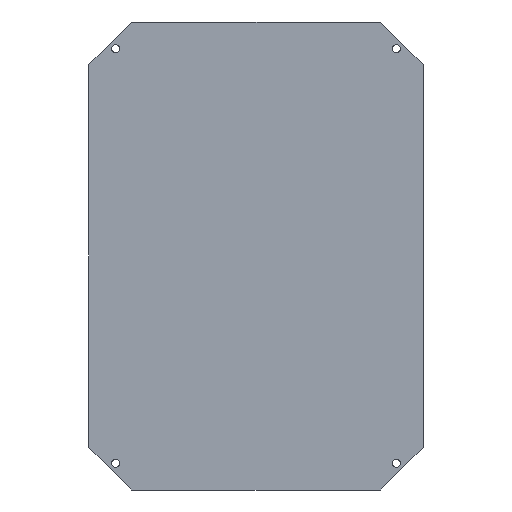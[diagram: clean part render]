
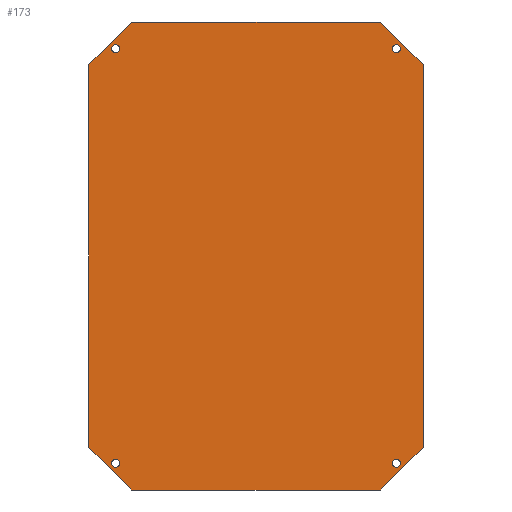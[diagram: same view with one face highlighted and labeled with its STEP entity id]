
A CAD part, front view. The second image highlights one B-rep face of the part: STEP entity #173.
In plain terms, the highlighted planar face has unit normal (0, -1, 0).
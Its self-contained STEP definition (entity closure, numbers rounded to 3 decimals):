
#1 = ORIENTED_EDGE ( 'NONE', *, *, #424, .F. ) ;
#8 = ORIENTED_EDGE ( 'NONE', *, *, #536, .T. ) ;
#13 = DIRECTION ( 'NONE',  ( 0., 0., 1. ) ) ;
#14 = AXIS2_PLACEMENT_3D ( 'NONE', #332, #351, #353 ) ;
#17 = EDGE_CURVE ( 'NONE', #623, #465, #158, .T. ) ;
#27 = ORIENTED_EDGE ( 'NONE', *, *, #17, .F. ) ;
#31 = CARTESIAN_POINT ( 'NONE',  ( -105., 0., -152. ) ) ;
#34 = ORIENTED_EDGE ( 'NONE', *, *, #568, .T. ) ;
#45 = FACE_OUTER_BOUND ( 'NONE', #366, .T. ) ;
#46 = ORIENTED_EDGE ( 'NONE', *, *, #488, .T. ) ;
#51 = LINE ( 'NONE', #56, #70 ) ;
#56 = CARTESIAN_POINT ( 'NONE',  ( -125., 0., -143. ) ) ;
#58 = VERTEX_POINT ( 'NONE', #198 ) ;
#64 = FACE_BOUND ( 'NONE', #437, .T. ) ;
#65 = EDGE_CURVE ( 'NONE', #419, #471, #347, .T. ) ;
#68 = DIRECTION ( 'NONE',  ( 0.707, 0., -0.707 ) ) ;
#70 = VECTOR ( 'NONE', #68, 1000. ) ;
#80 = CARTESIAN_POINT ( 'NONE',  ( 105., 0., -155. ) ) ;
#86 = VECTOR ( 'NONE', #338, 1000. ) ;
#93 = AXIS2_PLACEMENT_3D ( 'NONE', #192, #206, #209 ) ;
#94 = ORIENTED_EDGE ( 'NONE', *, *, #461, .T. ) ;
#102 = VERTEX_POINT ( 'NONE', #272 ) ;
#104 = DIRECTION ( 'NONE',  ( 0., 1., 0. ) ) ;
#107 = CARTESIAN_POINT ( 'NONE',  ( 105., 0., 155. ) ) ;
#126 = AXIS2_PLACEMENT_3D ( 'NONE', #107, #104, #622 ) ;
#137 = VERTEX_POINT ( 'NONE', #307 ) ;
#144 = CARTESIAN_POINT ( 'NONE',  ( 93., 0., 175. ) ) ;
#145 = DIRECTION ( 'NONE',  ( 0.707, 0., 0.707 ) ) ;
#146 = ORIENTED_EDGE ( 'NONE', *, *, #288, .T. ) ;
#150 = ORIENTED_EDGE ( 'NONE', *, *, #470, .T. ) ;
#152 = CARTESIAN_POINT ( 'NONE',  ( 125., 0., -143. ) ) ;
#158 = LINE ( 'NONE', #161, #201 ) ;
#159 = CARTESIAN_POINT ( 'NONE',  ( 93., 0., -175. ) ) ;
#161 = CARTESIAN_POINT ( 'NONE',  ( -125., 0., 175. ) ) ;
#163 = VECTOR ( 'NONE', #273, 1000. ) ;
#164 = LINE ( 'NONE', #159, #341 ) ;
#172 = DIRECTION ( 'NONE',  ( 1., 0., 0. ) ) ;
#173 = ADVANCED_FACE ( 'NONE', ( #574, #610, #45, #592, #64 ), #343, .F. ) ;
#188 = EDGE_CURVE ( 'NONE', #576, #58, #342, .T. ) ;
#192 = CARTESIAN_POINT ( 'NONE',  ( -105., 0., -155. ) ) ;
#195 = EDGE_LOOP ( 'NONE', ( #46, #327 ) ) ;
#197 = VECTOR ( 'NONE', #405, 1000. ) ;
#198 = CARTESIAN_POINT ( 'NONE',  ( 105., 0., -158. ) ) ;
#201 = VECTOR ( 'NONE', #172, 1000. ) ;
#202 = AXIS2_PLACEMENT_3D ( 'NONE', #417, #545, #453 ) ;
#206 = DIRECTION ( 'NONE',  ( 0., 1., 0. ) ) ;
#209 = DIRECTION ( 'NONE',  ( 0., 0., -1. ) ) ;
#210 = CARTESIAN_POINT ( 'NONE',  ( 125., 0., -175. ) ) ;
#215 = CARTESIAN_POINT ( 'NONE',  ( -105., 0., -158. ) ) ;
#225 = EDGE_LOOP ( 'NONE', ( #8, #146 ) ) ;
#230 = ORIENTED_EDGE ( 'NONE', *, *, #65, .T. ) ;
#232 = AXIS2_PLACEMENT_3D ( 'NONE', #546, #539, #534 ) ;
#239 = CARTESIAN_POINT ( 'NONE',  ( -105., 0., 158. ) ) ;
#244 = CIRCLE ( 'NONE', #232, 3. ) ;
#249 = CIRCLE ( 'NONE', #271, 3. ) ;
#263 = VERTEX_POINT ( 'NONE', #239 ) ;
#267 = ORIENTED_EDGE ( 'NONE', *, *, #518, .F. ) ;
#271 = AXIS2_PLACEMENT_3D ( 'NONE', #364, #360, #354 ) ;
#272 = CARTESIAN_POINT ( 'NONE',  ( -125., 0., 143. ) ) ;
#273 = DIRECTION ( 'NONE',  ( 0., 0., -1. ) ) ;
#283 = VECTOR ( 'NONE', #294, 1000. ) ;
#284 = CIRCLE ( 'NONE', #126, 3. ) ;
#288 = EDGE_CURVE ( 'NONE', #137, #391, #390, .T. ) ;
#291 = CIRCLE ( 'NONE', #613, 3. ) ;
#294 = DIRECTION ( 'NONE',  ( -1., 0., 0. ) ) ;
#295 = AXIS2_PLACEMENT_3D ( 'NONE', #510, #498, #494 ) ;
#300 = CARTESIAN_POINT ( 'NONE',  ( 93., 0., -175. ) ) ;
#301 = CARTESIAN_POINT ( 'NONE',  ( -125., 0., -175. ) ) ;
#307 = CARTESIAN_POINT ( 'NONE',  ( 105., 0., 158. ) ) ;
#312 = LINE ( 'NONE', #301, #283 ) ;
#313 = VERTEX_POINT ( 'NONE', #152 ) ;
#325 = CARTESIAN_POINT ( 'NONE',  ( 125., 0., 143. ) ) ;
#327 = ORIENTED_EDGE ( 'NONE', *, *, #188, .T. ) ;
#332 = CARTESIAN_POINT ( 'NONE',  ( 0., 0., 0. ) ) ;
#333 = DIRECTION ( 'NONE',  ( 0., 1., 0. ) ) ;
#335 = CIRCLE ( 'NONE', #295, 3. ) ;
#337 = CARTESIAN_POINT ( 'NONE',  ( 125., 0., 143. ) ) ;
#338 = DIRECTION ( 'NONE',  ( -0.707, 0., -0.707 ) ) ;
#341 = VECTOR ( 'NONE', #145, 1000. ) ;
#342 = CIRCLE ( 'NONE', #365, 3. ) ;
#343 = PLANE ( 'NONE',  #14 ) ;
#344 = LINE ( 'NONE', #363, #483 ) ;
#347 = CIRCLE ( 'NONE', #93, 3. ) ;
#351 = DIRECTION ( 'NONE',  ( 0., 1., 0. ) ) ;
#353 = DIRECTION ( 'NONE',  ( 0., 0., 1. ) ) ;
#354 = DIRECTION ( 'NONE',  ( 0., 0., -1. ) ) ;
#360 = DIRECTION ( 'NONE',  ( 0., 1., 0. ) ) ;
#363 = CARTESIAN_POINT ( 'NONE',  ( -125., 0., -175. ) ) ;
#364 = CARTESIAN_POINT ( 'NONE',  ( -105., 0., -155. ) ) ;
#365 = AXIS2_PLACEMENT_3D ( 'NONE', #611, #614, #599 ) ;
#366 = EDGE_LOOP ( 'NONE', ( #267, #597, #432, #94, #27, #150, #1, #428 ) ) ;
#370 = VERTEX_POINT ( 'NONE', #300 ) ;
#372 = CARTESIAN_POINT ( 'NONE',  ( -125., 0., -143. ) ) ;
#390 = CIRCLE ( 'NONE', #202, 3. ) ;
#391 = VERTEX_POINT ( 'NONE', #501 ) ;
#405 = DIRECTION ( 'NONE',  ( -0.707, 0., 0.707 ) ) ;
#407 = VERTEX_POINT ( 'NONE', #325 ) ;
#413 = EDGE_LOOP ( 'NONE', ( #230, #496 ) ) ;
#414 = CARTESIAN_POINT ( 'NONE',  ( -93., 0., 175. ) ) ;
#417 = CARTESIAN_POINT ( 'NONE',  ( 105., 0., 155. ) ) ;
#419 = VERTEX_POINT ( 'NONE', #215 ) ;
#424 = EDGE_CURVE ( 'NONE', #506, #102, #344, .T. ) ;
#428 = ORIENTED_EDGE ( 'NONE', *, *, #473, .T. ) ;
#432 = ORIENTED_EDGE ( 'NONE', *, *, #468, .F. ) ;
#437 = EDGE_LOOP ( 'NONE', ( #462, #34 ) ) ;
#442 = CARTESIAN_POINT ( 'NONE',  ( -93., 0., 175. ) ) ;
#448 = LINE ( 'NONE', #337, #197 ) ;
#453 = DIRECTION ( 'NONE',  ( 0., 0., -1. ) ) ;
#456 = LINE ( 'NONE', #442, #86 ) ;
#460 = LINE ( 'NONE', #210, #163 ) ;
#461 = EDGE_CURVE ( 'NONE', #407, #465, #448, .T. ) ;
#462 = ORIENTED_EDGE ( 'NONE', *, *, #570, .T. ) ;
#465 = VERTEX_POINT ( 'NONE', #144 ) ;
#467 = CARTESIAN_POINT ( 'NONE',  ( 105., 0., -152. ) ) ;
#468 = EDGE_CURVE ( 'NONE', #407, #313, #460, .T. ) ;
#470 = EDGE_CURVE ( 'NONE', #623, #102, #456, .T. ) ;
#471 = VERTEX_POINT ( 'NONE', #31 ) ;
#473 = EDGE_CURVE ( 'NONE', #506, #548, #51, .T. ) ;
#483 = VECTOR ( 'NONE', #514, 1000. ) ;
#488 = EDGE_CURVE ( 'NONE', #58, #576, #291, .T. ) ;
#494 = DIRECTION ( 'NONE',  ( 0., 0., 1. ) ) ;
#496 = ORIENTED_EDGE ( 'NONE', *, *, #517, .T. ) ;
#498 = DIRECTION ( 'NONE',  ( 0., 1., 0. ) ) ;
#501 = CARTESIAN_POINT ( 'NONE',  ( 105., 0., 152. ) ) ;
#506 = VERTEX_POINT ( 'NONE', #372 ) ;
#510 = CARTESIAN_POINT ( 'NONE',  ( -105., 0., 155. ) ) ;
#514 = DIRECTION ( 'NONE',  ( 0., 0., 1. ) ) ;
#517 = EDGE_CURVE ( 'NONE', #471, #419, #249, .T. ) ;
#518 = EDGE_CURVE ( 'NONE', #370, #548, #312, .T. ) ;
#527 = EDGE_CURVE ( 'NONE', #370, #313, #164, .T. ) ;
#534 = DIRECTION ( 'NONE',  ( 0., 0., 1. ) ) ;
#536 = EDGE_CURVE ( 'NONE', #391, #137, #284, .T. ) ;
#539 = DIRECTION ( 'NONE',  ( 0., 1., 0. ) ) ;
#545 = DIRECTION ( 'NONE',  ( 0., 1., 0. ) ) ;
#546 = CARTESIAN_POINT ( 'NONE',  ( -105., 0., 155. ) ) ;
#548 = VERTEX_POINT ( 'NONE', #596 ) ;
#556 = VERTEX_POINT ( 'NONE', #578 ) ;
#568 = EDGE_CURVE ( 'NONE', #263, #556, #244, .T. ) ;
#570 = EDGE_CURVE ( 'NONE', #556, #263, #335, .T. ) ;
#574 = FACE_BOUND ( 'NONE', #225, .T. ) ;
#576 = VERTEX_POINT ( 'NONE', #467 ) ;
#578 = CARTESIAN_POINT ( 'NONE',  ( -105., 0., 152. ) ) ;
#592 = FACE_BOUND ( 'NONE', #413, .T. ) ;
#596 = CARTESIAN_POINT ( 'NONE',  ( -93., 0., -175. ) ) ;
#597 = ORIENTED_EDGE ( 'NONE', *, *, #527, .T. ) ;
#599 = DIRECTION ( 'NONE',  ( 0., 0., 1. ) ) ;
#610 = FACE_BOUND ( 'NONE', #195, .T. ) ;
#611 = CARTESIAN_POINT ( 'NONE',  ( 105., 0., -155. ) ) ;
#613 = AXIS2_PLACEMENT_3D ( 'NONE', #80, #333, #13 ) ;
#614 = DIRECTION ( 'NONE',  ( 0., 1., 0. ) ) ;
#622 = DIRECTION ( 'NONE',  ( 0., 0., -1. ) ) ;
#623 = VERTEX_POINT ( 'NONE', #414 ) ;
